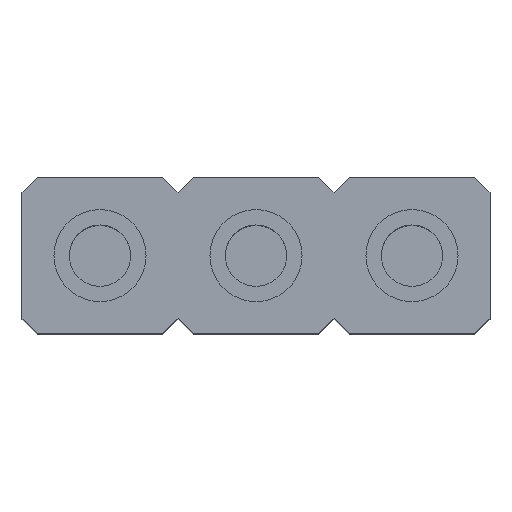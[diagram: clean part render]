
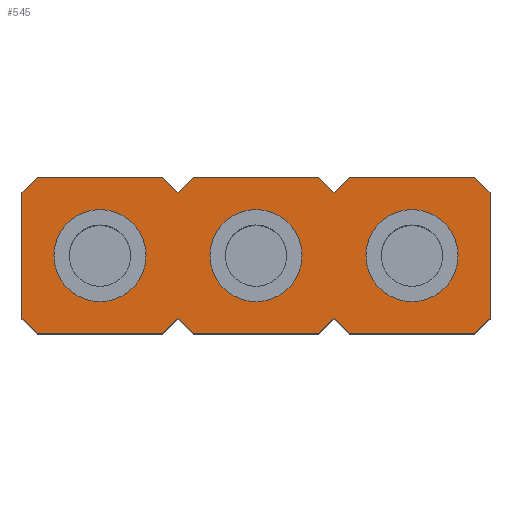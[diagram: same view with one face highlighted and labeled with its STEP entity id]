
A CAD part, top view. The second image highlights one B-rep face of the part: STEP entity #545.
In plain terms, the highlighted planar face has unit normal (0, 0, 1).
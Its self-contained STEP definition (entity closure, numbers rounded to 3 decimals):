
#164 = VERTEX_POINT('',#165);
#165 = CARTESIAN_POINT('',(6.19,-1.02,7.));
#171 = EDGE_CURVE('',#164,#172,#174,.T.);
#172 = VERTEX_POINT('',#173);
#173 = CARTESIAN_POINT('',(6.19,1.02,7.));
#174 = LINE('',#175,#176);
#175 = CARTESIAN_POINT('',(6.19,-1.27,7.));
#176 = VECTOR('',#177,1.);
#177 = DIRECTION('',(0.,1.,0.));
#273 = VERTEX_POINT('',#274);
#274 = CARTESIAN_POINT('',(13.81,1.02,7.));
#280 = EDGE_CURVE('',#273,#281,#283,.T.);
#281 = VERTEX_POINT('',#282);
#282 = CARTESIAN_POINT('',(13.81,-1.02,7.));
#283 = LINE('',#284,#285);
#284 = CARTESIAN_POINT('',(13.81,1.27,7.));
#285 = VECTOR('',#286,1.);
#286 = DIRECTION('',(0.,-1.,0.));
#525 = EDGE_CURVE('',#172,#526,#528,.T.);
#526 = VERTEX_POINT('',#527);
#527 = CARTESIAN_POINT('',(6.44,1.27,7.));
#528 = LINE('',#529,#530);
#529 = CARTESIAN_POINT('',(6.19,1.02,7.));
#530 = VECTOR('',#531,1.);
#531 = DIRECTION('',(0.707,0.707,0.));
#545 = ADVANCED_FACE('',(#546,#683,#694,#705),#716,.F.);
#546 = FACE_BOUND('',#547,.F.);
#547 = EDGE_LOOP('',(#548,#549,#557,#565,#573,#581,#589,#597,#605,#611,
    #612,#620,#628,#636,#644,#652,#660,#668,#676,#682));
#548 = ORIENTED_EDGE('',*,*,#525,.T.);
#549 = ORIENTED_EDGE('',*,*,#550,.T.);
#550 = EDGE_CURVE('',#526,#551,#553,.T.);
#551 = VERTEX_POINT('',#552);
#552 = CARTESIAN_POINT('',(8.48,1.27,7.));
#553 = LINE('',#554,#555);
#554 = CARTESIAN_POINT('',(6.19,1.27,7.));
#555 = VECTOR('',#556,1.);
#556 = DIRECTION('',(1.,0.,0.));
#557 = ORIENTED_EDGE('',*,*,#558,.T.);
#558 = EDGE_CURVE('',#551,#559,#561,.T.);
#559 = VERTEX_POINT('',#560);
#560 = CARTESIAN_POINT('',(8.73,1.02,7.));
#561 = LINE('',#562,#563);
#562 = CARTESIAN_POINT('',(8.48,1.27,7.));
#563 = VECTOR('',#564,1.);
#564 = DIRECTION('',(0.707,-0.707,0.));
#565 = ORIENTED_EDGE('',*,*,#566,.T.);
#566 = EDGE_CURVE('',#559,#567,#569,.T.);
#567 = VERTEX_POINT('',#568);
#568 = CARTESIAN_POINT('',(8.98,1.27,7.));
#569 = LINE('',#570,#571);
#570 = CARTESIAN_POINT('',(8.73,1.02,7.));
#571 = VECTOR('',#572,1.);
#572 = DIRECTION('',(0.707,0.707,0.));
#573 = ORIENTED_EDGE('',*,*,#574,.T.);
#574 = EDGE_CURVE('',#567,#575,#577,.T.);
#575 = VERTEX_POINT('',#576);
#576 = CARTESIAN_POINT('',(11.02,1.27,7.));
#577 = LINE('',#578,#579);
#578 = CARTESIAN_POINT('',(6.19,1.27,7.));
#579 = VECTOR('',#580,1.);
#580 = DIRECTION('',(1.,0.,0.));
#581 = ORIENTED_EDGE('',*,*,#582,.F.);
#582 = EDGE_CURVE('',#583,#575,#585,.T.);
#583 = VERTEX_POINT('',#584);
#584 = CARTESIAN_POINT('',(11.27,1.02,7.));
#585 = LINE('',#586,#587);
#586 = CARTESIAN_POINT('',(11.27,1.02,7.));
#587 = VECTOR('',#588,1.);
#588 = DIRECTION('',(-0.707,0.707,0.));
#589 = ORIENTED_EDGE('',*,*,#590,.F.);
#590 = EDGE_CURVE('',#591,#583,#593,.T.);
#591 = VERTEX_POINT('',#592);
#592 = CARTESIAN_POINT('',(11.52,1.27,7.));
#593 = LINE('',#594,#595);
#594 = CARTESIAN_POINT('',(11.52,1.27,7.));
#595 = VECTOR('',#596,1.);
#596 = DIRECTION('',(-0.707,-0.707,0.));
#597 = ORIENTED_EDGE('',*,*,#598,.T.);
#598 = EDGE_CURVE('',#591,#599,#601,.T.);
#599 = VERTEX_POINT('',#600);
#600 = CARTESIAN_POINT('',(13.56,1.27,7.));
#601 = LINE('',#602,#603);
#602 = CARTESIAN_POINT('',(6.19,1.27,7.));
#603 = VECTOR('',#604,1.);
#604 = DIRECTION('',(1.,0.,0.));
#605 = ORIENTED_EDGE('',*,*,#606,.F.);
#606 = EDGE_CURVE('',#273,#599,#607,.T.);
#607 = LINE('',#608,#609);
#608 = CARTESIAN_POINT('',(13.81,1.02,7.));
#609 = VECTOR('',#610,1.);
#610 = DIRECTION('',(-0.707,0.707,0.));
#611 = ORIENTED_EDGE('',*,*,#280,.T.);
#612 = ORIENTED_EDGE('',*,*,#613,.T.);
#613 = EDGE_CURVE('',#281,#614,#616,.T.);
#614 = VERTEX_POINT('',#615);
#615 = CARTESIAN_POINT('',(13.56,-1.27,7.));
#616 = LINE('',#617,#618);
#617 = CARTESIAN_POINT('',(13.81,-1.02,7.));
#618 = VECTOR('',#619,1.);
#619 = DIRECTION('',(-0.707,-0.707,0.));
#620 = ORIENTED_EDGE('',*,*,#621,.T.);
#621 = EDGE_CURVE('',#614,#622,#624,.T.);
#622 = VERTEX_POINT('',#623);
#623 = CARTESIAN_POINT('',(11.52,-1.27,7.));
#624 = LINE('',#625,#626);
#625 = CARTESIAN_POINT('',(13.81,-1.27,7.));
#626 = VECTOR('',#627,1.);
#627 = DIRECTION('',(-1.,0.,0.));
#628 = ORIENTED_EDGE('',*,*,#629,.T.);
#629 = EDGE_CURVE('',#622,#630,#632,.T.);
#630 = VERTEX_POINT('',#631);
#631 = CARTESIAN_POINT('',(11.27,-1.02,7.));
#632 = LINE('',#633,#634);
#633 = CARTESIAN_POINT('',(11.52,-1.27,7.));
#634 = VECTOR('',#635,1.);
#635 = DIRECTION('',(-0.707,0.707,0.));
#636 = ORIENTED_EDGE('',*,*,#637,.T.);
#637 = EDGE_CURVE('',#630,#638,#640,.T.);
#638 = VERTEX_POINT('',#639);
#639 = CARTESIAN_POINT('',(11.02,-1.27,7.));
#640 = LINE('',#641,#642);
#641 = CARTESIAN_POINT('',(11.27,-1.02,7.));
#642 = VECTOR('',#643,1.);
#643 = DIRECTION('',(-0.707,-0.707,0.));
#644 = ORIENTED_EDGE('',*,*,#645,.T.);
#645 = EDGE_CURVE('',#638,#646,#648,.T.);
#646 = VERTEX_POINT('',#647);
#647 = CARTESIAN_POINT('',(8.98,-1.27,7.));
#648 = LINE('',#649,#650);
#649 = CARTESIAN_POINT('',(13.81,-1.27,7.));
#650 = VECTOR('',#651,1.);
#651 = DIRECTION('',(-1.,0.,0.));
#652 = ORIENTED_EDGE('',*,*,#653,.F.);
#653 = EDGE_CURVE('',#654,#646,#656,.T.);
#654 = VERTEX_POINT('',#655);
#655 = CARTESIAN_POINT('',(8.73,-1.02,7.));
#656 = LINE('',#657,#658);
#657 = CARTESIAN_POINT('',(8.73,-1.02,7.));
#658 = VECTOR('',#659,1.);
#659 = DIRECTION('',(0.707,-0.707,0.));
#660 = ORIENTED_EDGE('',*,*,#661,.F.);
#661 = EDGE_CURVE('',#662,#654,#664,.T.);
#662 = VERTEX_POINT('',#663);
#663 = CARTESIAN_POINT('',(8.48,-1.27,7.));
#664 = LINE('',#665,#666);
#665 = CARTESIAN_POINT('',(8.48,-1.27,7.));
#666 = VECTOR('',#667,1.);
#667 = DIRECTION('',(0.707,0.707,0.));
#668 = ORIENTED_EDGE('',*,*,#669,.T.);
#669 = EDGE_CURVE('',#662,#670,#672,.T.);
#670 = VERTEX_POINT('',#671);
#671 = CARTESIAN_POINT('',(6.44,-1.27,7.));
#672 = LINE('',#673,#674);
#673 = CARTESIAN_POINT('',(13.81,-1.27,7.));
#674 = VECTOR('',#675,1.);
#675 = DIRECTION('',(-1.,0.,0.));
#676 = ORIENTED_EDGE('',*,*,#677,.F.);
#677 = EDGE_CURVE('',#164,#670,#678,.T.);
#678 = LINE('',#679,#680);
#679 = CARTESIAN_POINT('',(6.19,-1.02,7.));
#680 = VECTOR('',#681,1.);
#681 = DIRECTION('',(0.707,-0.707,0.));
#682 = ORIENTED_EDGE('',*,*,#171,.T.);
#683 = FACE_BOUND('',#684,.F.);
#684 = EDGE_LOOP('',(#685));
#685 = ORIENTED_EDGE('',*,*,#686,.T.);
#686 = EDGE_CURVE('',#687,#687,#689,.T.);
#687 = VERTEX_POINT('',#688);
#688 = CARTESIAN_POINT('',(13.29,0.,7.));
#689 = CIRCLE('',#690,0.75);
#690 = AXIS2_PLACEMENT_3D('',#691,#692,#693);
#691 = CARTESIAN_POINT('',(12.54,0.,7.));
#692 = DIRECTION('',(0.,0.,1.));
#693 = DIRECTION('',(1.,0.,0.));
#694 = FACE_BOUND('',#695,.F.);
#695 = EDGE_LOOP('',(#696));
#696 = ORIENTED_EDGE('',*,*,#697,.T.);
#697 = EDGE_CURVE('',#698,#698,#700,.T.);
#698 = VERTEX_POINT('',#699);
#699 = CARTESIAN_POINT('',(10.75,0.,7.));
#700 = CIRCLE('',#701,0.75);
#701 = AXIS2_PLACEMENT_3D('',#702,#703,#704);
#702 = CARTESIAN_POINT('',(10.,0.,7.));
#703 = DIRECTION('',(0.,0.,1.));
#704 = DIRECTION('',(1.,0.,0.));
#705 = FACE_BOUND('',#706,.F.);
#706 = EDGE_LOOP('',(#707));
#707 = ORIENTED_EDGE('',*,*,#708,.T.);
#708 = EDGE_CURVE('',#709,#709,#711,.T.);
#709 = VERTEX_POINT('',#710);
#710 = CARTESIAN_POINT('',(8.21,0.,7.));
#711 = CIRCLE('',#712,0.75);
#712 = AXIS2_PLACEMENT_3D('',#713,#714,#715);
#713 = CARTESIAN_POINT('',(7.46,0.,7.));
#714 = DIRECTION('',(0.,0.,1.));
#715 = DIRECTION('',(1.,0.,0.));
#716 = PLANE('',#717);
#717 = AXIS2_PLACEMENT_3D('',#718,#719,#720);
#718 = CARTESIAN_POINT('',(10.,0.,7.));
#719 = DIRECTION('',(-0.,-0.,-1.));
#720 = DIRECTION('',(-1.,0.,0.));
